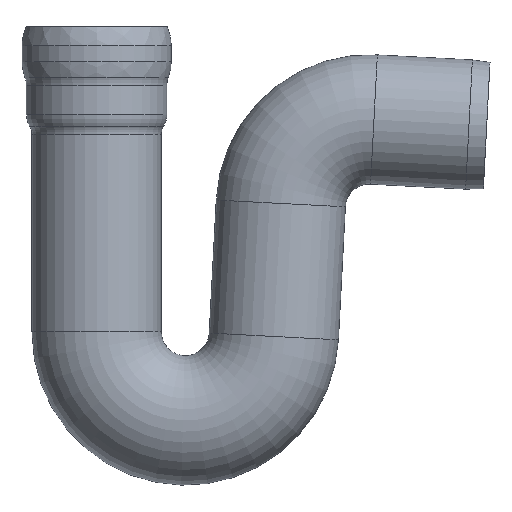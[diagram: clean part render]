
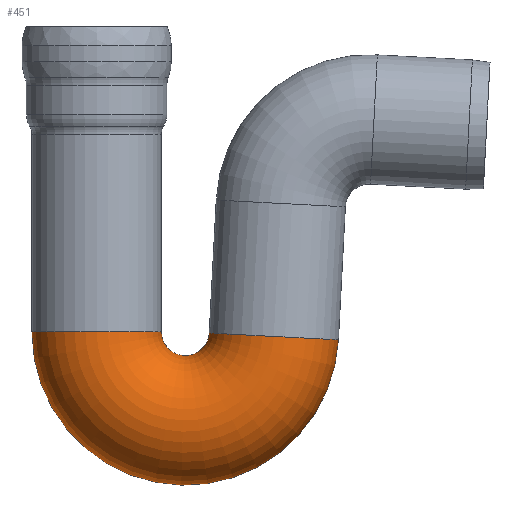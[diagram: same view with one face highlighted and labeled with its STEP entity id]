
A CAD part, front view. The second image highlights one B-rep face of the part: STEP entity #451.
In plain terms, the highlighted toroidal (fillet/blend) face has major radius 500 mm and minor radius 365 mm.
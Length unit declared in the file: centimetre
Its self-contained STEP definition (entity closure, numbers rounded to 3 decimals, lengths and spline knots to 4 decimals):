
#31=TOROIDAL_SURFACE('',#527,50.,36.5);
#87=FACE_OUTER_BOUND('',#116,.T.);
#116=EDGE_LOOP('',(#397,#398,#399,#400));
#173=CIRCLE('',#526,36.5);
#174=CIRCLE('',#528,13.5);
#175=CIRCLE('',#529,36.5);
#216=VERTEX_POINT('',#931);
#217=VERTEX_POINT('',#935);
#278=EDGE_CURVE('',#216,#216,#173,.T.);
#279=EDGE_CURVE('',#216,#217,#174,.T.);
#280=EDGE_CURVE('',#217,#217,#175,.T.);
#397=ORIENTED_EDGE('',*,*,#278,.F.);
#398=ORIENTED_EDGE('',*,*,#279,.T.);
#399=ORIENTED_EDGE('',*,*,#280,.T.);
#400=ORIENTED_EDGE('',*,*,#279,.F.);
#451=ADVANCED_FACE('',(#87),#31,.T.);
#526=AXIS2_PLACEMENT_3D('',#933,#681,#682);
#527=AXIS2_PLACEMENT_3D('',#934,#683,#684);
#528=AXIS2_PLACEMENT_3D('',#936,#685,#686);
#529=AXIS2_PLACEMENT_3D('',#937,#687,#688);
#681=DIRECTION('center_axis',(0.052,0.,0.999));
#682=DIRECTION('ref_axis',(0.999,0.,-0.052));
#683=DIRECTION('center_axis',(0.,-1.,0.));
#684=DIRECTION('ref_axis',(1.,0.,0.));
#685=DIRECTION('center_axis',(0.,1.,0.));
#686=DIRECTION('ref_axis',(1.,0.,0.));
#687=DIRECTION('center_axis',(0.,0.,-1.));
#688=DIRECTION('ref_axis',(-1.,0.,0.));
#931=CARTESIAN_POINT('',(63.4815,0.,-172.7065));
#933=CARTESIAN_POINT('Origin',(99.9315,0.,-174.6168));
#934=CARTESIAN_POINT('Origin',(50.,0.,-172.));
#935=CARTESIAN_POINT('',(36.5,0.,-172.));
#936=CARTESIAN_POINT('Origin',(50.,0.,-172.));
#937=CARTESIAN_POINT('Origin',(0.,0.,
-172.));
